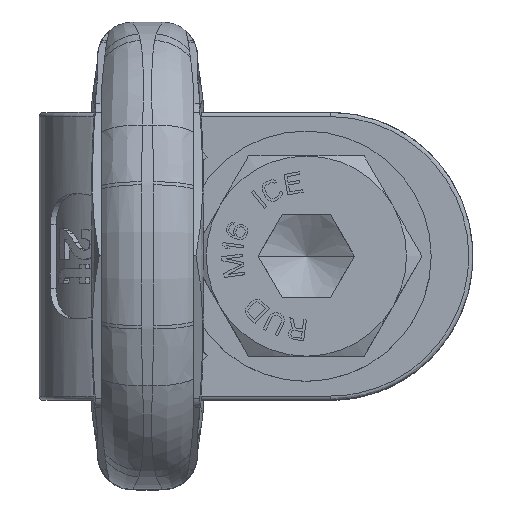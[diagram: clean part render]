
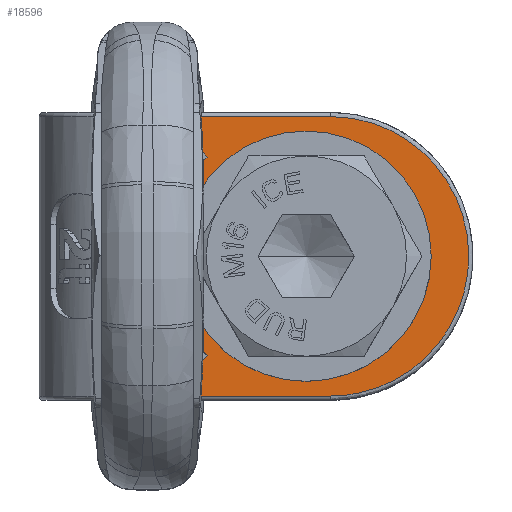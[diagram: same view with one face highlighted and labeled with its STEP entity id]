
A CAD part, top view. The second image highlights one B-rep face of the part: STEP entity #18596.
In plain terms, the highlighted planar face has unit normal (0, 0, 1).
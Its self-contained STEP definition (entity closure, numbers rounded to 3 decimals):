
#678=DIRECTION('',(0.,1.,0.));
#679=VECTOR('',#678,8.957);
#680=CARTESIAN_POINT('',(15.5,7.793,25.));
#681=LINE('',#680,#679);
#696=DIRECTION('',(0.,1.,0.));
#697=VECTOR('',#696,9.871);
#698=CARTESIAN_POINT('',(15.5,-4.935,25.));
#699=LINE('',#698,#697);
#714=DIRECTION('',(0.,1.,0.));
#715=VECTOR('',#714,8.957);
#716=CARTESIAN_POINT('',(15.5,-16.75,25.));
#717=LINE('',#716,#715);
#6391=DIRECTION('',(1.,0.,0.));
#6392=VECTOR('',#6391,22.431);
#6393=CARTESIAN_POINT('',(15.5,16.75,25.));
#6394=LINE('',#6393,#6392);
#6395=CARTESIAN_POINT('',(37.931,16.75,25.));
#6396=CARTESIAN_POINT('',(38.628,16.75,25.));
#6397=CARTESIAN_POINT('',(39.928,16.66,25.));
#6398=CARTESIAN_POINT('',(41.54,16.372,25.));
#6399=CARTESIAN_POINT('',(42.998,15.972,25.));
#6400=CARTESIAN_POINT('',(44.428,15.435,25.));
#6401=CARTESIAN_POINT('',(45.843,14.745,25.));
#6402=CARTESIAN_POINT('',(47.174,13.931,25.));
#6403=CARTESIAN_POINT('',(48.416,13.001,25.));
#6404=CARTESIAN_POINT('',(49.569,11.957,25.));
#6405=CARTESIAN_POINT('',(50.621,10.808,25.));
#6406=CARTESIAN_POINT('',(51.562,9.566,25.));
#6407=CARTESIAN_POINT('',(52.384,8.24,25.));
#6408=CARTESIAN_POINT('',(53.08,6.844,25.));
#6409=CARTESIAN_POINT('',(53.645,5.387,25.));
#6410=CARTESIAN_POINT('',(54.073,3.884,25.));
#6411=CARTESIAN_POINT('',(54.361,2.347,25.));
#6412=CARTESIAN_POINT('',(54.506,0.788,25.));
#6413=CARTESIAN_POINT('',(54.506,-0.777,25.));
#6414=CARTESIAN_POINT('',(54.362,-2.335,25.));
#6415=CARTESIAN_POINT('',(54.076,-3.874,25.));
#6416=CARTESIAN_POINT('',(53.648,-5.379,25.));
#6417=CARTESIAN_POINT('',(53.083,-6.837,25.));
#6418=CARTESIAN_POINT('',(52.386,-8.236,25.));
#6419=CARTESIAN_POINT('',(51.564,-9.563,25.));
#6420=CARTESIAN_POINT('',(50.621,-10.807,25.));
#6421=CARTESIAN_POINT('',(49.568,-11.958,25.));
#6422=CARTESIAN_POINT('',(48.414,-13.003,25.));
#6423=CARTESIAN_POINT('',(47.171,-13.933,25.));
#6424=CARTESIAN_POINT('',(45.84,-14.747,25.));
#6425=CARTESIAN_POINT('',(44.425,-15.436,25.));
#6426=CARTESIAN_POINT('',(42.995,-15.973,25.));
#6427=CARTESIAN_POINT('',(41.537,-16.373,25.));
#6428=CARTESIAN_POINT('',(39.926,-16.66,25.));
#6429=CARTESIAN_POINT('',(38.627,-16.75,25.));
#6430=CARTESIAN_POINT('',(37.931,-16.75,25.));
#6432=DIRECTION('',(-1.,0.,0.));
#6433=VECTOR('',#6432,22.431);
#6434=CARTESIAN_POINT('',(37.931,-16.75,25.));
#6435=LINE('',#6434,#6433);
#6436=CARTESIAN_POINT('',(20.484,-14.863,25.));
#6437=CARTESIAN_POINT('',(19.411,-13.887,25.));
#6438=CARTESIAN_POINT('',(17.479,-11.698,25.));
#6439=CARTESIAN_POINT('',(16.062,-9.136,25.));
#6440=CARTESIAN_POINT('',(15.5,-7.793,25.));
#6442=DIRECTION('',(-0.665,-0.747,0.));
#6443=VECTOR('',#6442,3.981);
#6444=CARTESIAN_POINT('',(23.132,-11.89,25.));
#6445=LINE('',#6444,#6443);
#6446=CARTESIAN_POINT('',(23.132,-11.89,25.));
#6447=CARTESIAN_POINT('',(22.003,-10.863,25.));
#6448=CARTESIAN_POINT('',(20.039,-8.476,25.));
#6449=CARTESIAN_POINT('',(18.827,-5.625,25.));
#6450=CARTESIAN_POINT('',(18.433,-4.141,25.));
#6452=DIRECTION('',(0.965,0.261,0.));
#6453=VECTOR('',#6452,3.039);
#6454=CARTESIAN_POINT('',(15.5,-4.935,25.));
#6455=LINE('',#6454,#6453);
#6456=DIRECTION('',(-0.965,0.261,0.));
#6457=VECTOR('',#6456,3.039);
#6458=CARTESIAN_POINT('',(18.433,4.141,25.));
#6459=LINE('',#6458,#6457);
#6460=CARTESIAN_POINT('',(18.433,4.141,25.));
#6461=CARTESIAN_POINT('',(18.827,5.625,25.));
#6462=CARTESIAN_POINT('',(20.039,8.476,25.));
#6463=CARTESIAN_POINT('',(22.003,10.863,25.));
#6464=CARTESIAN_POINT('',(23.132,11.89,25.));
#6466=DIRECTION('',(0.665,-0.747,0.));
#6467=VECTOR('',#6466,3.981);
#6468=CARTESIAN_POINT('',(20.484,14.863,25.));
#6469=LINE('',#6468,#6467);
#6470=CARTESIAN_POINT('',(15.5,7.793,25.));
#6471=CARTESIAN_POINT('',(16.062,9.136,25.));
#6472=CARTESIAN_POINT('',(17.479,11.698,25.));
#6473=CARTESIAN_POINT('',(19.411,13.887,25.));
#6474=CARTESIAN_POINT('',(20.484,14.863,25.));
#6476=CARTESIAN_POINT('',(35.,0.,25.));
#6477=DIRECTION('',(0.,0.,1.));
#6478=DIRECTION('',(1.,0.,0.));
#6479=AXIS2_PLACEMENT_3D('',#6476,#6477,#6478);
#6481=CARTESIAN_POINT('',(35.,0.,25.));
#6482=DIRECTION('',(0.,0.,1.));
#6483=DIRECTION('',(-1.,0.,0.));
#6484=AXIS2_PLACEMENT_3D('',#6481,#6482,#6483);
#6638=CARTESIAN_POINT('',(15.5,-4.935,25.));
#6639=CARTESIAN_POINT('',(15.5,4.935,25.));
#6640=VERTEX_POINT('',#6638);
#6641=VERTEX_POINT('',#6639);
#8210=CARTESIAN_POINT('',(15.5,-7.793,25.));
#8211=VERTEX_POINT('',#8210);
#8212=CARTESIAN_POINT('',(15.5,7.793,25.));
#8213=VERTEX_POINT('',#8212);
#8281=VERTEX_POINT('',#6446);
#8282=VERTEX_POINT('',#6450);
#8283=CARTESIAN_POINT('',(20.484,-14.863,25.));
#8284=VERTEX_POINT('',#8283);
#8285=CARTESIAN_POINT('',(20.484,14.863,25.));
#8286=CARTESIAN_POINT('',(23.132,11.89,25.));
#8287=VERTEX_POINT('',#8285);
#8288=VERTEX_POINT('',#8286);
#8289=VERTEX_POINT('',#6460);
#8331=CARTESIAN_POINT('',(15.5,16.75,25.));
#8333=VERTEX_POINT('',#8331);
#8336=CARTESIAN_POINT('',(37.931,16.75,25.));
#8337=VERTEX_POINT('',#8336);
#8339=VERTEX_POINT('',#6430);
#8342=CARTESIAN_POINT('',(15.5,-16.75,25.));
#8343=VERTEX_POINT('',#8342);
#8399=CARTESIAN_POINT('',(45.,0.,25.));
#8400=CARTESIAN_POINT('',(25.,0.,25.));
#8401=VERTEX_POINT('',#8399);
#8402=VERTEX_POINT('',#8400);
#18564=CARTESIAN_POINT('',(35.261,0.,25.));
#18565=DIRECTION('',(0.,0.,1.));
#18566=DIRECTION('',(1.,0.,0.));
#18567=AXIS2_PLACEMENT_3D('',#18564,#18565,#18566);
#18568=PLANE('',#18567);
#18569=ORIENTED_EDGE('',*,*,#9307,.T.);
#18570=ORIENTED_EDGE('',*,*,#9462,.T.);
#18571=ORIENTED_EDGE('',*,*,#9811,.T.);
#18572=ORIENTED_EDGE('',*,*,#9848,.T.);
#18574=ORIENTED_EDGE('',*,*,#18573,.F.);
#18576=ORIENTED_EDGE('',*,*,#18575,.F.);
#18578=ORIENTED_EDGE('',*,*,#18577,.T.);
#18580=ORIENTED_EDGE('',*,*,#18579,.F.);
#18581=ORIENTED_EDGE('',*,*,#9842,.T.);
#18582=ORIENTED_EDGE('',*,*,#18529,.F.);
#18583=ORIENTED_EDGE('',*,*,#18555,.T.);
#18585=ORIENTED_EDGE('',*,*,#18584,.F.);
#18586=ORIENTED_EDGE('',*,*,#18462,.F.);
#18587=ORIENTED_EDGE('',*,*,#9836,.T.);
#18588=EDGE_LOOP('',(#18569,#18570,#18571,#18572,#18574,#18576,#18578,#18580,
#18581,#18582,#18583,#18585,#18586,#18587));
#18589=FACE_OUTER_BOUND('',#18588,.F.);
#18591=ORIENTED_EDGE('',*,*,#18590,.T.);
#18593=ORIENTED_EDGE('',*,*,#18592,.T.);
#18594=EDGE_LOOP('',(#18591,#18593));
#18595=FACE_BOUND('',#18594,.F.);
#18596=ADVANCED_FACE('',(#18589,#18595),#18568,.T.);
#6431=B_SPLINE_CURVE_WITH_KNOTS('',3,(#6395,#6396,#6397,#6398,#6399,#6400,#6401,
#6402,#6403,#6404,#6405,#6406,#6407,#6408,#6409,#6410,#6411,#6412,#6413,#6414,
#6415,#6416,#6417,#6418,#6419,#6420,#6421,#6422,#6423,#6424,#6425,#6426,#6427,
#6428,#6429,#6430),.UNSPECIFIED.,.F.,.F.,(4,1,1,1,1,1,1,1,1,1,1,1,1,1,1,1,1,1,1,
1,1,1,1,1,1,1,1,1,1,1,1,1,1,4),(0.,0.03,0.061,
0.091,0.121,0.152,0.182,
0.212,0.242,0.273,0.303,
0.333,0.364,0.394,0.424,
0.455,0.485,0.515,0.545,
0.576,0.606,0.636,0.667,
0.697,0.727,0.758,0.788,
0.818,0.848,0.879,0.909,
0.939,0.97,1.),.UNSPECIFIED.);
#6441=B_SPLINE_CURVE_WITH_KNOTS('',3,(#6436,#6437,#6438,#6439,#6440),
.UNSPECIFIED.,.F.,.F.,(4,1,4),(0.,0.5,1.),.UNSPECIFIED.);
#6451=B_SPLINE_CURVE_WITH_KNOTS('',3,(#6446,#6447,#6448,#6449,#6450),
.UNSPECIFIED.,.F.,.F.,(4,1,4),(0.,0.5,1.),.UNSPECIFIED.);
#6465=B_SPLINE_CURVE_WITH_KNOTS('',3,(#6460,#6461,#6462,#6463,#6464),
.UNSPECIFIED.,.F.,.F.,(4,1,4),(0.,0.5,1.),.UNSPECIFIED.);
#6475=B_SPLINE_CURVE_WITH_KNOTS('',3,(#6470,#6471,#6472,#6473,#6474),
.UNSPECIFIED.,.F.,.F.,(4,1,4),(0.,0.5,1.),.UNSPECIFIED.);
#6480=CIRCLE('',#6479,10.);
#6485=CIRCLE('',#6484,10.);
#9307=EDGE_CURVE('',#8333,#8337,#6394,.T.);
#9462=EDGE_CURVE('',#8337,#8339,#6431,.T.);
#9811=EDGE_CURVE('',#8339,#8343,#6435,.T.);
#9836=EDGE_CURVE('',#8213,#8333,#681,.T.);
#9842=EDGE_CURVE('',#6640,#6641,#699,.T.);
#9848=EDGE_CURVE('',#8343,#8211,#717,.T.);
#18462=EDGE_CURVE('',#8213,#8287,#6475,.T.);
#18529=EDGE_CURVE('',#8289,#6641,#6459,.T.);
#18555=EDGE_CURVE('',#8289,#8288,#6465,.T.);
#18573=EDGE_CURVE('',#8284,#8211,#6441,.T.);
#18575=EDGE_CURVE('',#8281,#8284,#6445,.T.);
#18577=EDGE_CURVE('',#8281,#8282,#6451,.T.);
#18579=EDGE_CURVE('',#6640,#8282,#6455,.T.);
#18584=EDGE_CURVE('',#8287,#8288,#6469,.T.);
#18590=EDGE_CURVE('',#8401,#8402,#6480,.T.);
#18592=EDGE_CURVE('',#8402,#8401,#6485,.T.);
